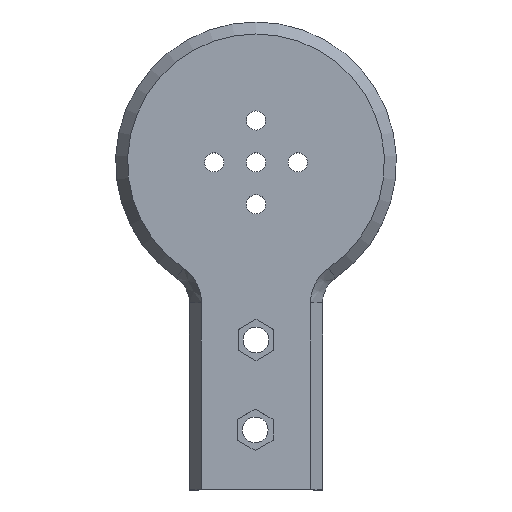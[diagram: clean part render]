
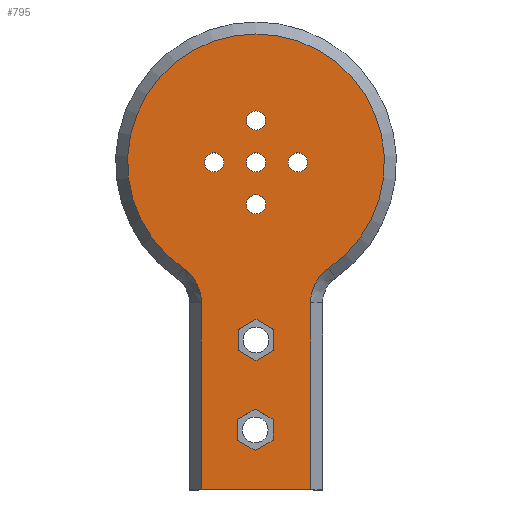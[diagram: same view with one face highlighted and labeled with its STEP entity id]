
A CAD part, top view. The second image highlights one B-rep face of the part: STEP entity #795.
In plain terms, the highlighted planar face has unit normal (0, 0, 1).
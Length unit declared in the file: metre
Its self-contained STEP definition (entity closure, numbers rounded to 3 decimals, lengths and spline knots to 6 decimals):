
#41=CIRCLE('',#861,0.007);
#42=CIRCLE('',#862,0.021436);
#43=CIRCLE('',#863,0.007);
#44=CIRCLE('',#864,0.0016);
#45=CIRCLE('',#865,0.0016);
#46=CIRCLE('',#866,0.0016);
#47=CIRCLE('',#867,0.0016);
#48=CIRCLE('',#868,0.0016);
#113=ORIENTED_EDGE('',*,*,#309,.F.);
#114=ORIENTED_EDGE('',*,*,#310,.F.);
#115=ORIENTED_EDGE('',*,*,#311,.F.);
#116=ORIENTED_EDGE('',*,*,#312,.F.);
#117=ORIENTED_EDGE('',*,*,#313,.F.);
#118=ORIENTED_EDGE('',*,*,#314,.T.);
#119=ORIENTED_EDGE('',*,*,#315,.T.);
#120=ORIENTED_EDGE('',*,*,#316,.T.);
#121=ORIENTED_EDGE('',*,*,#317,.T.);
#122=ORIENTED_EDGE('',*,*,#318,.T.);
#123=ORIENTED_EDGE('',*,*,#319,.T.);
#124=ORIENTED_EDGE('',*,*,#320,.T.);
#125=ORIENTED_EDGE('',*,*,#321,.T.);
#126=ORIENTED_EDGE('',*,*,#322,.T.);
#127=ORIENTED_EDGE('',*,*,#323,.T.);
#128=ORIENTED_EDGE('',*,*,#324,.T.);
#129=ORIENTED_EDGE('',*,*,#325,.T.);
#130=ORIENTED_EDGE('',*,*,#306,.T.);
#131=ORIENTED_EDGE('',*,*,#308,.T.);
#132=ORIENTED_EDGE('',*,*,#297,.T.);
#133=ORIENTED_EDGE('',*,*,#300,.T.);
#134=ORIENTED_EDGE('',*,*,#302,.T.);
#135=ORIENTED_EDGE('',*,*,#304,.T.);
#297=EDGE_CURVE('',#401,#402,#470,.T.);
#300=EDGE_CURVE('',#402,#403,#473,.T.);
#302=EDGE_CURVE('',#403,#404,#475,.T.);
#304=EDGE_CURVE('',#404,#405,#477,.T.);
#306=EDGE_CURVE('',#405,#406,#479,.T.);
#308=EDGE_CURVE('',#406,#401,#481,.T.);
#309=EDGE_CURVE('',#407,#408,#482,.T.);
#310=EDGE_CURVE('',#409,#407,#41,.T.);
#311=EDGE_CURVE('',#410,#409,#42,.T.);
#312=EDGE_CURVE('',#411,#410,#43,.T.);
#313=EDGE_CURVE('',#412,#411,#483,.T.);
#314=EDGE_CURVE('',#412,#408,#484,.T.);
#315=EDGE_CURVE('',#413,#413,#44,.T.);
#316=EDGE_CURVE('',#414,#414,#45,.T.);
#317=EDGE_CURVE('',#415,#415,#46,.T.);
#318=EDGE_CURVE('',#416,#416,#47,.T.);
#319=EDGE_CURVE('',#417,#417,#48,.T.);
#320=EDGE_CURVE('',#418,#419,#485,.T.);
#321=EDGE_CURVE('',#419,#420,#486,.T.);
#322=EDGE_CURVE('',#420,#421,#487,.T.);
#323=EDGE_CURVE('',#421,#422,#488,.T.);
#324=EDGE_CURVE('',#422,#423,#489,.T.);
#325=EDGE_CURVE('',#423,#418,#490,.T.);
#401=VERTEX_POINT('',#1193);
#402=VERTEX_POINT('',#1194);
#403=VERTEX_POINT('',#1199);
#404=VERTEX_POINT('',#1203);
#405=VERTEX_POINT('',#1207);
#406=VERTEX_POINT('',#1211);
#407=VERTEX_POINT('',#1217);
#408=VERTEX_POINT('',#1218);
#409=VERTEX_POINT('',#1220);
#410=VERTEX_POINT('',#1222);
#411=VERTEX_POINT('',#1224);
#412=VERTEX_POINT('',#1226);
#413=VERTEX_POINT('',#1229);
#414=VERTEX_POINT('',#1231);
#415=VERTEX_POINT('',#1233);
#416=VERTEX_POINT('',#1235);
#417=VERTEX_POINT('',#1237);
#418=VERTEX_POINT('',#1239);
#419=VERTEX_POINT('',#1240);
#420=VERTEX_POINT('',#1242);
#421=VERTEX_POINT('',#1244);
#422=VERTEX_POINT('',#1246);
#423=VERTEX_POINT('',#1248);
#470=LINE('',#1192,#551);
#473=LINE('',#1198,#554);
#475=LINE('',#1202,#556);
#477=LINE('',#1206,#558);
#479=LINE('',#1210,#560);
#481=LINE('',#1214,#562);
#482=LINE('',#1216,#563);
#483=LINE('',#1225,#564);
#484=LINE('',#1227,#565);
#485=LINE('',#1238,#566);
#486=LINE('',#1241,#567);
#487=LINE('',#1243,#568);
#488=LINE('',#1245,#569);
#489=LINE('',#1247,#570);
#490=LINE('',#1249,#571);
#551=VECTOR('',#959,1.);
#554=VECTOR('',#964,1.);
#556=VECTOR('',#968,1.);
#558=VECTOR('',#972,1.);
#560=VECTOR('',#976,1.);
#562=VECTOR('',#980,1.);
#563=VECTOR('',#983,1.);
#564=VECTOR('',#990,1.);
#565=VECTOR('',#991,1.);
#566=VECTOR('',#1002,1.);
#567=VECTOR('',#1003,1.);
#568=VECTOR('',#1004,1.);
#569=VECTOR('',#1005,1.);
#570=VECTOR('',#1006,1.);
#571=VECTOR('',#1007,1.);
#629=EDGE_LOOP('',(#113,#114,#115,#116,#117,#118));
#630=EDGE_LOOP('',(#119));
#631=EDGE_LOOP('',(#120));
#632=EDGE_LOOP('',(#121));
#633=EDGE_LOOP('',(#122));
#634=EDGE_LOOP('',(#123));
#635=EDGE_LOOP('',(#124,#125,#126,#127,#128,#129));
#636=EDGE_LOOP('',(#130,#131,#132,#133,#134,#135));
#699=FACE_BOUND('',#629,.T.);
#700=FACE_BOUND('',#630,.T.);
#701=FACE_BOUND('',#631,.T.);
#702=FACE_BOUND('',#632,.T.);
#703=FACE_BOUND('',#633,.T.);
#704=FACE_BOUND('',#634,.T.);
#705=FACE_BOUND('',#635,.T.);
#706=FACE_BOUND('',#636,.T.);
#763=PLANE('',#860);
#795=ADVANCED_FACE('',(#699,#700,#701,#702,#703,#704,#705,#706),#763,.T.);
#860=AXIS2_PLACEMENT_3D('',#1215,#981,#982);
#861=AXIS2_PLACEMENT_3D('',#1219,#984,#985);
#862=AXIS2_PLACEMENT_3D('',#1221,#986,#987);
#863=AXIS2_PLACEMENT_3D('',#1223,#988,#989);
#864=AXIS2_PLACEMENT_3D('',#1228,#992,#993);
#865=AXIS2_PLACEMENT_3D('',#1230,#994,#995);
#866=AXIS2_PLACEMENT_3D('',#1232,#996,#997);
#867=AXIS2_PLACEMENT_3D('',#1234,#998,#999);
#868=AXIS2_PLACEMENT_3D('',#1236,#1000,#1001);
#959=DIRECTION('',(-0.866,-0.5,0.));
#964=DIRECTION('',(-0.866,0.5,0.));
#968=DIRECTION('',(0.,1.,0.));
#972=DIRECTION('',(0.866,0.5,0.));
#976=DIRECTION('',(0.866,-0.5,0.));
#980=DIRECTION('',(0.,-1.,0.));
#981=DIRECTION('',(0.,0.,1.));
#982=DIRECTION('',(0.,-1.,0.));
#983=DIRECTION('',(0.,-1.,0.));
#984=DIRECTION('',(0.,0.,1.));
#985=DIRECTION('',(-0.885,0.466,0.));
#986=DIRECTION('',(0.,0.,-1.));
#987=DIRECTION('',(1.,0.,0.));
#988=DIRECTION('',(0.,0.,1.));
#989=DIRECTION('',(0.885,0.466,0.));
#990=DIRECTION('',(0.,1.,0.));
#991=DIRECTION('',(1.,0.,0.));
#992=DIRECTION('',(0.,0.,-1.));
#993=DIRECTION('',(1.,0.,0.));
#994=DIRECTION('',(0.,0.,-1.));
#995=DIRECTION('',(1.,0.,0.));
#996=DIRECTION('',(0.,0.,-1.));
#997=DIRECTION('',(1.,0.,0.));
#998=DIRECTION('',(0.,0.,-1.));
#999=DIRECTION('',(1.,0.,0.));
#1000=DIRECTION('',(0.,0.,-1.));
#1001=DIRECTION('',(1.,0.,0.));
#1002=DIRECTION('',(0.866,-0.5,0.));
#1003=DIRECTION('',(0.,-1.,0.));
#1004=DIRECTION('',(-0.866,-0.5,0.));
#1005=DIRECTION('',(-0.866,0.5,0.));
#1006=DIRECTION('',(0.,1.,0.));
#1007=DIRECTION('',(0.866,0.5,0.));
#1192=CARTESIAN_POINT('',(0.003139,-0.020573,0.0242));
#1193=CARTESIAN_POINT('',(0.002863,-0.020732,0.0242));
#1194=CARTESIAN_POINT('',(-0.000137,-0.022464,0.0242));
#1198=CARTESIAN_POINT('',(-0.00181,-0.021498,0.0242));
#1199=CARTESIAN_POINT('',(-0.003137,-0.020732,0.0242));
#1202=CARTESIAN_POINT('',(-0.003137,-0.017616,0.0242));
#1203=CARTESIAN_POINT('',(-0.003137,-0.017268,0.0242));
#1206=CARTESIAN_POINT('',(-0.001361,-0.016243,0.0242));
#1207=CARTESIAN_POINT('',(-0.000137,-0.015536,0.0242));
#1210=CARTESIAN_POINT('',(-0.00031,-0.015436,0.0242));
#1211=CARTESIAN_POINT('',(0.002863,-0.017268,0.0242));
#1214=CARTESIAN_POINT('',(0.002863,-0.015884,0.0242));
#1215=CARTESIAN_POINT('',(0.,-0.0145,0.0242));
#1216=CARTESIAN_POINT('',(0.0091,-0.02175,0.0242));
#1217=CARTESIAN_POINT('',(0.0091,0.002201,0.0242));
#1218=CARTESIAN_POINT('',(0.0091,-0.029,0.0242));
#1219=CARTESIAN_POINT('',(0.0161,0.002201,0.0242));
#1220=CARTESIAN_POINT('',(0.012137,0.007971,0.0242));
#1221=CARTESIAN_POINT('',(0.,0.025641,0.0242));
#1222=CARTESIAN_POINT('',(-0.012137,0.007971,0.0242));
#1223=CARTESIAN_POINT('',(-0.0161,0.002201,0.0242));
#1224=CARTESIAN_POINT('',(-0.0091,0.002201,0.0242));
#1225=CARTESIAN_POINT('',(-0.0091,-0.00725,0.0242));
#1226=CARTESIAN_POINT('',(-0.0091,-0.029,0.0242));
#1227=CARTESIAN_POINT('',(-0.0111,-0.029,0.0242));
#1228=CARTESIAN_POINT('',(0.,0.032641,0.0242));
#1229=CARTESIAN_POINT('',(0.0016,0.032641,0.0242));
#1230=CARTESIAN_POINT('',(0.,0.018641,0.0242));
#1231=CARTESIAN_POINT('',(0.0016,0.018641,0.0242));
#1232=CARTESIAN_POINT('',(0.,0.025641,0.0242));
#1233=CARTESIAN_POINT('',(0.0016,0.025641,0.0242));
#1234=CARTESIAN_POINT('',(0.007,0.025641,0.0242));
#1235=CARTESIAN_POINT('',(0.0086,0.025641,0.0242));
#1236=CARTESIAN_POINT('',(-0.007,0.025641,0.0242));
#1237=CARTESIAN_POINT('',(-0.0054,0.025641,0.0242));
#1238=CARTESIAN_POINT('',(0.003023,-0.002281,0.0242));
#1239=CARTESIAN_POINT('',(0.,-0.000536,0.0242));
#1240=CARTESIAN_POINT('',(0.003,-0.002268,0.0242));
#1241=CARTESIAN_POINT('',(0.003,-0.008384,0.0242));
#1242=CARTESIAN_POINT('',(0.003,-0.005732,0.0242));
#1243=CARTESIAN_POINT('',(-0.000023,-0.007478,0.0242));
#1244=CARTESIAN_POINT('',(0.,-0.007464,0.0242));
#1245=CARTESIAN_POINT('',(0.001523,-0.008344,0.0242));
#1246=CARTESIAN_POINT('',(-0.003,-0.005732,0.0242));
#1247=CARTESIAN_POINT('',(-0.003,-0.010116,0.0242));
#1248=CARTESIAN_POINT('',(-0.003,-0.002268,0.0242));
#1249=CARTESIAN_POINT('',(-0.004523,-0.003147,0.0242));
